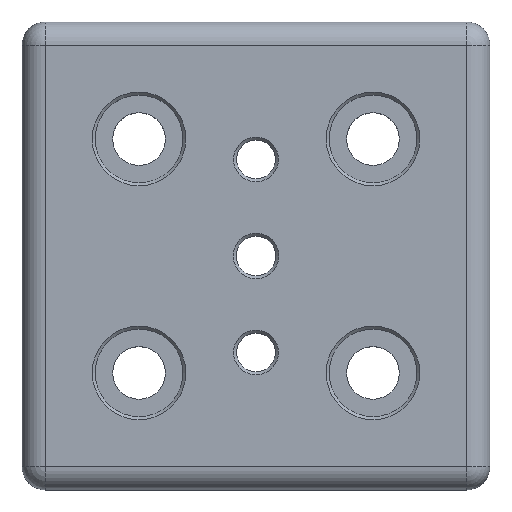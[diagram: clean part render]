
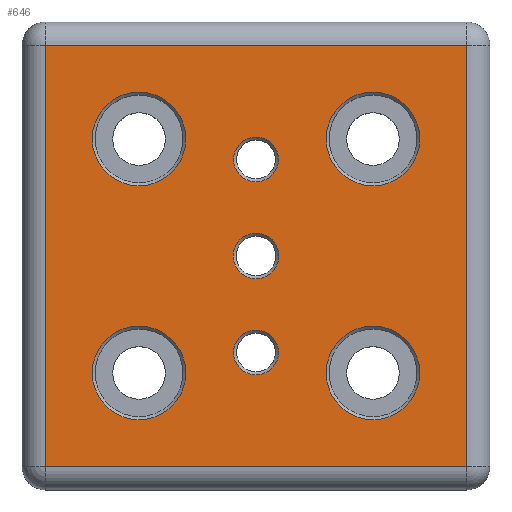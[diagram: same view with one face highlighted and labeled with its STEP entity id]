
A CAD part, top view. The second image highlights one B-rep face of the part: STEP entity #646.
In plain terms, the highlighted planar face has unit normal (0, 0, 1).
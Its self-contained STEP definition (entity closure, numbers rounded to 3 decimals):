
#38=FACE_BOUND('',#108,.T.);
#39=FACE_BOUND('',#109,.T.);
#40=FACE_BOUND('',#110,.T.);
#41=FACE_BOUND('',#111,.T.);
#42=FACE_BOUND('',#112,.T.);
#43=FACE_BOUND('',#113,.T.);
#44=FACE_BOUND('',#114,.T.);
#56=PLANE('',#709);
#67=FACE_OUTER_BOUND('',#107,.T.);
#107=EDGE_LOOP('',(#455,#456,#457,#458));
#108=EDGE_LOOP('',(#459));
#109=EDGE_LOOP('',(#460));
#110=EDGE_LOOP('',(#461));
#111=EDGE_LOOP('',(#462));
#112=EDGE_LOOP('',(#463));
#113=EDGE_LOOP('',(#464));
#114=EDGE_LOOP('',(#465));
#165=LINE('',#1045,#203);
#166=LINE('',#1047,#204);
#167=LINE('',#1049,#205);
#168=LINE('',#1050,#206);
#203=VECTOR('',#814,10.);
#204=VECTOR('',#815,10.);
#205=VECTOR('',#816,10.);
#206=VECTOR('',#817,10.);
#240=CIRCLE('',#706,3.824);
#243=CIRCLE('',#710,3.824);
#244=CIRCLE('',#711,8.);
#245=CIRCLE('',#712,3.9);
#246=CIRCLE('',#713,8.);
#247=CIRCLE('',#714,8.);
#248=CIRCLE('',#715,8.);
#296=VERTEX_POINT('',#1035);
#299=VERTEX_POINT('',#1043);
#300=VERTEX_POINT('',#1044);
#301=VERTEX_POINT('',#1046);
#302=VERTEX_POINT('',#1048);
#303=VERTEX_POINT('',#1051);
#304=VERTEX_POINT('',#1053);
#305=VERTEX_POINT('',#1055);
#306=VERTEX_POINT('',#1057);
#307=VERTEX_POINT('',#1059);
#308=VERTEX_POINT('',#1061);
#356=EDGE_CURVE('',#296,#296,#240,.T.);
#360=EDGE_CURVE('',#299,#300,#165,.T.);
#361=EDGE_CURVE('',#301,#299,#166,.T.);
#362=EDGE_CURVE('',#302,#301,#167,.T.);
#363=EDGE_CURVE('',#300,#302,#168,.T.);
#364=EDGE_CURVE('',#303,#303,#243,.T.);
#365=EDGE_CURVE('',#304,#304,#244,.T.);
#366=EDGE_CURVE('',#305,#305,#245,.T.);
#367=EDGE_CURVE('',#306,#306,#246,.T.);
#368=EDGE_CURVE('',#307,#307,#247,.T.);
#369=EDGE_CURVE('',#308,#308,#248,.T.);
#455=ORIENTED_EDGE('',*,*,#360,.F.);
#456=ORIENTED_EDGE('',*,*,#361,.F.);
#457=ORIENTED_EDGE('',*,*,#362,.F.);
#458=ORIENTED_EDGE('',*,*,#363,.F.);
#459=ORIENTED_EDGE('',*,*,#364,.F.);
#460=ORIENTED_EDGE('',*,*,#365,.F.);
#461=ORIENTED_EDGE('',*,*,#366,.F.);
#462=ORIENTED_EDGE('',*,*,#367,.F.);
#463=ORIENTED_EDGE('',*,*,#368,.F.);
#464=ORIENTED_EDGE('',*,*,#369,.F.);
#465=ORIENTED_EDGE('',*,*,#356,.F.);
#646=ADVANCED_FACE('',(#67,#38,#39,#40,#41,#42,#43,#44),#56,.T.);
#706=AXIS2_PLACEMENT_3D('',#1036,#805,#806);
#709=AXIS2_PLACEMENT_3D('',#1042,#812,#813);
#710=AXIS2_PLACEMENT_3D('',#1052,#818,#819);
#711=AXIS2_PLACEMENT_3D('',#1054,#820,#821);
#712=AXIS2_PLACEMENT_3D('',#1056,#822,#823);
#713=AXIS2_PLACEMENT_3D('',#1058,#824,#825);
#714=AXIS2_PLACEMENT_3D('',#1060,#826,#827);
#715=AXIS2_PLACEMENT_3D('',#1062,#828,#829);
#805=DIRECTION('center_axis',(0.,0.,1.));
#806=DIRECTION('ref_axis',(-1.,0.,0.));
#812=DIRECTION('center_axis',(0.,0.,1.));
#813=DIRECTION('ref_axis',(1.,0.,0.));
#814=DIRECTION('',(0.,-1.,0.));
#815=DIRECTION('',(1.,0.,0.));
#816=DIRECTION('',(0.,1.,0.));
#817=DIRECTION('',(-1.,0.,0.));
#818=DIRECTION('center_axis',(0.,0.,1.));
#819=DIRECTION('ref_axis',(-1.,0.,0.));
#820=DIRECTION('center_axis',(0.,0.,1.));
#821=DIRECTION('ref_axis',(-1.,0.,0.));
#822=DIRECTION('center_axis',(0.,0.,1.));
#823=DIRECTION('ref_axis',(-1.,0.,0.));
#824=DIRECTION('center_axis',(0.,0.,1.));
#825=DIRECTION('ref_axis',(-1.,0.,0.));
#826=DIRECTION('center_axis',(0.,0.,1.));
#827=DIRECTION('ref_axis',(-1.,0.,0.));
#828=DIRECTION('center_axis',(0.,0.,1.));
#829=DIRECTION('ref_axis',(-1.,0.,0.));
#1035=CARTESIAN_POINT('',(29.248,-6.964,15.));
#1036=CARTESIAN_POINT('Origin',(25.425,-6.964,15.));
#1042=CARTESIAN_POINT('Origin',(25.425,-23.464,15.));
#1043=CARTESIAN_POINT('',(61.425,12.536,15.));
#1044=CARTESIAN_POINT('',(61.425,-59.464,15.));
#1045=CARTESIAN_POINT('',(61.425,-3.464,15.));
#1046=CARTESIAN_POINT('',(-10.575,12.536,15.));
#1047=CARTESIAN_POINT('',(5.425,12.536,15.));
#1048=CARTESIAN_POINT('',(-10.575,-59.464,15.));
#1049=CARTESIAN_POINT('',(-10.575,-43.464,15.));
#1050=CARTESIAN_POINT('',(45.425,-59.464,15.));
#1051=CARTESIAN_POINT('',(29.248,-39.964,15.));
#1052=CARTESIAN_POINT('Origin',(25.425,-39.964,15.));
#1053=CARTESIAN_POINT('',(53.425,-43.464,15.));
#1054=CARTESIAN_POINT('Origin',(45.425,-43.464,15.));
#1055=CARTESIAN_POINT('',(29.325,-23.464,15.));
#1056=CARTESIAN_POINT('Origin',(25.425,-23.464,15.));
#1057=CARTESIAN_POINT('',(13.425,-3.464,15.));
#1058=CARTESIAN_POINT('Origin',(5.425,-3.464,15.));
#1059=CARTESIAN_POINT('',(13.425,-43.464,15.));
#1060=CARTESIAN_POINT('Origin',(5.425,-43.464,15.));
#1061=CARTESIAN_POINT('',(53.425,-3.464,15.));
#1062=CARTESIAN_POINT('Origin',(45.425,-3.464,15.));
